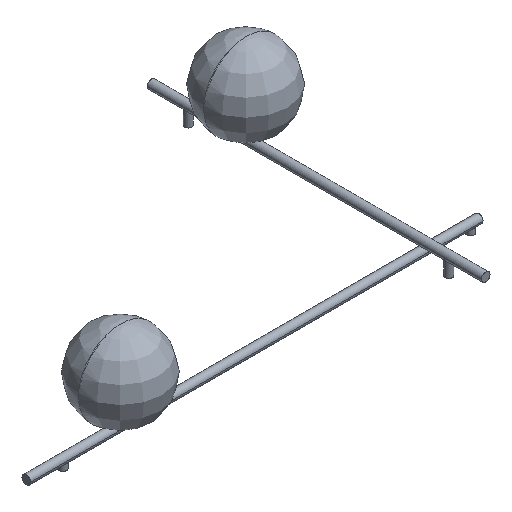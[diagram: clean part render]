
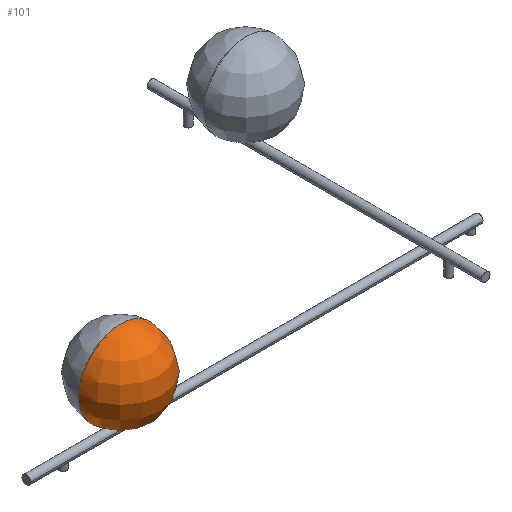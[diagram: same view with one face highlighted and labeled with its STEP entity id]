
A CAD part, isometric view. The second image highlights one B-rep face of the part: STEP entity #101.
In plain terms, the highlighted free-form (B-spline) face has degree [2, 2] with [5, 5] control points.
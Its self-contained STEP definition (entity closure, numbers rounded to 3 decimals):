
#12=(
BOUNDED_SURFACE()
B_SPLINE_SURFACE(2,2,((#1258,#1259,#1260,#1261,#1262),(#1263,#1264,#1265,
#1266,#1267),(#1268,#1269,#1270,#1271,#1272),(#1273,#1274,#1275,#1276,#1277),
(#1278,#1279,#1280,#1281,#1282)),.UNSPECIFIED.,.F.,.F.,.F.)
B_SPLINE_SURFACE_WITH_KNOTS((3,2,3),(3,2,3),(0.,92.57,185.14),
(0.,94.228,188.457),.UNSPECIFIED.)
GEOMETRIC_REPRESENTATION_ITEM()
RATIONAL_B_SPLINE_SURFACE(((1.,0.707,1.,0.707,1.),
(0.717,0.507,0.717,0.507,
0.717),(1.,0.707,1.,0.707,1.),(0.717,
0.507,0.717,0.507,0.717),
(1.,0.707,1.,0.707,1.)))
REPRESENTATION_ITEM('')
SURFACE()
);
#101=ADVANCED_FACE('',(#143),#12,.T.);
#143=FACE_OUTER_BOUND('',#185,.T.);
#185=EDGE_LOOP('',(#286,#287,#288));
#286=ORIENTED_EDGE('',*,*,#390,.T.);
#287=ORIENTED_EDGE('',*,*,#393,.F.);
#288=ORIENTED_EDGE('',*,*,#392,.F.);
#390=EDGE_CURVE('',#515,#516,#451,.T.);
#392=EDGE_CURVE('',#515,#517,#453,.T.);
#393=EDGE_CURVE('',#517,#516,#454,.T.);
#451=(
BOUNDED_CURVE()
B_SPLINE_CURVE(2,(#1384,#1385,#1386,#1387,#1388),.UNSPECIFIED.,.F.,.F.)
B_SPLINE_CURVE_WITH_KNOTS((3,2,3),(0.,92.57,185.14),
 .UNSPECIFIED.)
CURVE()
GEOMETRIC_REPRESENTATION_ITEM()
RATIONAL_B_SPLINE_CURVE((1.,0.717,1.,0.717,1.))
REPRESENTATION_ITEM('')
);
#453=(
BOUNDED_CURVE()
B_SPLINE_CURVE(2,(#1394,#1395,#1396,#1397,#1398),.UNSPECIFIED.,.F.,.F.)
B_SPLINE_CURVE_WITH_KNOTS((3,2,3),(0.,92.57,185.14),
 .UNSPECIFIED.)
CURVE()
GEOMETRIC_REPRESENTATION_ITEM()
RATIONAL_B_SPLINE_CURVE((1.,0.717,1.,0.717,1.))
REPRESENTATION_ITEM('')
);
#454=(
BOUNDED_CURVE()
B_SPLINE_CURVE(2,(#1399,#1400,#1401,#1402,#1403),.UNSPECIFIED.,.F.,.F.)
B_SPLINE_CURVE_WITH_KNOTS((3,2,3),(-188.457,-94.228,0.),
 .UNSPECIFIED.)
CURVE()
GEOMETRIC_REPRESENTATION_ITEM()
RATIONAL_B_SPLINE_CURVE((1.,0.707,1.,0.707,1.))
REPRESENTATION_ITEM('')
);
#515=VERTEX_POINT('',#1378);
#516=VERTEX_POINT('',#1379);
#517=VERTEX_POINT('',#1380);
#1258=CARTESIAN_POINT('',(-503.593,-0.455,138.393));
#1259=CARTESIAN_POINT('',(-503.593,-0.455,138.393));
#1260=CARTESIAN_POINT('',(-503.593,-0.455,138.393));
#1261=CARTESIAN_POINT('',(-503.593,-0.455,138.393));
#1262=CARTESIAN_POINT('',(-503.593,-0.455,138.393));
#1263=CARTESIAN_POINT('',(-561.938,-0.455,138.393));
#1264=CARTESIAN_POINT('',(-561.938,-58.8,138.393));
#1265=CARTESIAN_POINT('',(-503.593,-58.8,138.393));
#1266=CARTESIAN_POINT('',(-445.248,-58.8,138.393));
#1267=CARTESIAN_POINT('',(-445.248,-0.455,138.393));
#1268=CARTESIAN_POINT('',(-563.569,-0.455,80.07));
#1269=CARTESIAN_POINT('',(-563.569,-60.431,80.07));
#1270=CARTESIAN_POINT('',(-503.593,-60.431,80.07));
#1271=CARTESIAN_POINT('',(-443.616,-60.431,80.07));
#1272=CARTESIAN_POINT('',(-443.616,-0.455,80.07));
#1273=CARTESIAN_POINT('',(-565.201,-0.455,21.748));
#1274=CARTESIAN_POINT('',(-565.201,-62.063,21.748));
#1275=CARTESIAN_POINT('',(-503.593,-62.063,21.748));
#1276=CARTESIAN_POINT('',(-441.985,-62.063,21.748));
#1277=CARTESIAN_POINT('',(-441.985,-0.455,21.748));
#1278=CARTESIAN_POINT('',(-506.947,-0.455,18.486));
#1279=CARTESIAN_POINT('',(-506.947,-3.809,18.486));
#1280=CARTESIAN_POINT('',(-503.593,-3.809,18.486));
#1281=CARTESIAN_POINT('',(-500.239,-3.809,18.486));
#1282=CARTESIAN_POINT('',(-500.239,-0.455,18.486));
#1378=CARTESIAN_POINT('',(-503.593,-0.455,138.393));
#1379=CARTESIAN_POINT('',(-506.947,-0.455,18.486));
#1380=CARTESIAN_POINT('',(-500.239,-0.455,18.486));
#1384=CARTESIAN_POINT('',(-503.593,-0.455,138.393));
#1385=CARTESIAN_POINT('',(-561.938,-0.455,138.393));
#1386=CARTESIAN_POINT('',(-563.569,-0.455,80.07));
#1387=CARTESIAN_POINT('',(-565.201,-0.455,21.748));
#1388=CARTESIAN_POINT('',(-506.947,-0.455,18.486));
#1394=CARTESIAN_POINT('',(-503.593,-0.455,138.393));
#1395=CARTESIAN_POINT('',(-445.248,-0.455,138.393));
#1396=CARTESIAN_POINT('',(-443.616,-0.455,80.07));
#1397=CARTESIAN_POINT('',(-441.985,-0.455,21.748));
#1398=CARTESIAN_POINT('',(-500.239,-0.455,18.486));
#1399=CARTESIAN_POINT('',(-500.239,-0.455,18.486));
#1400=CARTESIAN_POINT('',(-500.239,-3.809,18.486));
#1401=CARTESIAN_POINT('',(-503.593,-3.809,18.486));
#1402=CARTESIAN_POINT('',(-506.947,-3.809,18.486));
#1403=CARTESIAN_POINT('',(-506.947,-0.455,18.486));
